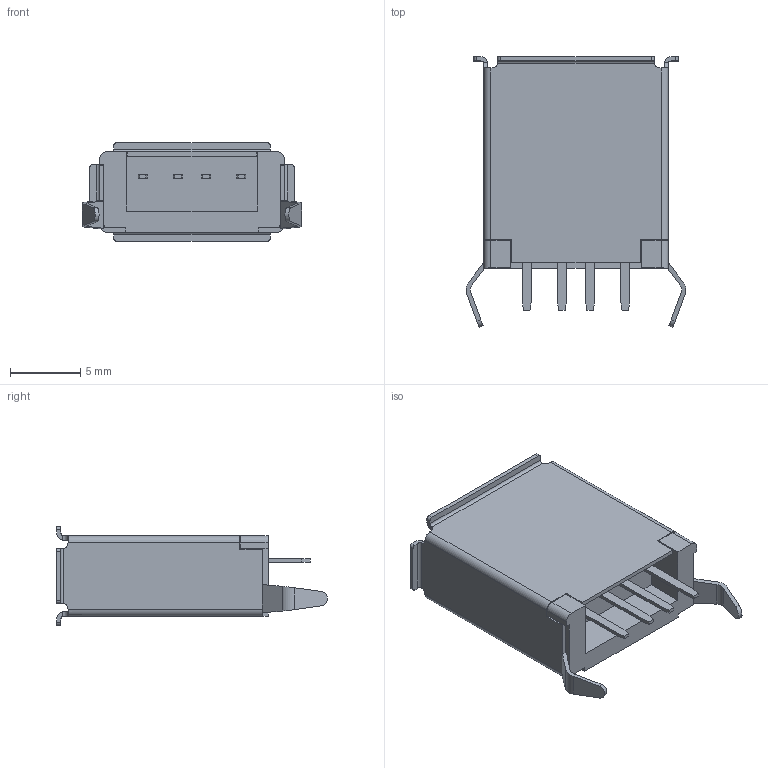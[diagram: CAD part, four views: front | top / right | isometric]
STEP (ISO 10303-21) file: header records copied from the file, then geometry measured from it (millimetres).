
FILE_DESCRIPTION((''),'2;1');
FILE_NAME('USBA002-A-F04S1BY','2019-03-11T',('Administrator'),(''),'PRO/ENGINEER BY PARAMETRIC TECHNOLOGY CORPORATION, 2012090','PRO/ENGINEER BY PARAMETRIC TECHNOLOGY CORPORATION, 2012090','');
FILE_SCHEMA(('CONFIG_CONTROL_DESIGN'));
Length unit declared in the file: millimetre
Products named in the file (1): USBA002-A-F04S1BY
Bounding box: 15.6 x 19.2 x 7 mm (x, y, z)
Volume: 597.7 mm3; surface area: 1409.1 mm2
Topology: 1 solids, 1 shells, 209 faces, 587 edges, 385 vertices
Faces by surface type: plane 153, cylinder 56
Entity records: 6758 total; most frequent: CARTESIAN_POINT 1280, ORIENTED_EDGE 1174, DIRECTION 1073, EDGE_CURVE 587, VECTOR 455, LINE 455, VERTEX_POINT 385, AXIS2_PLACEMENT_3D 309
